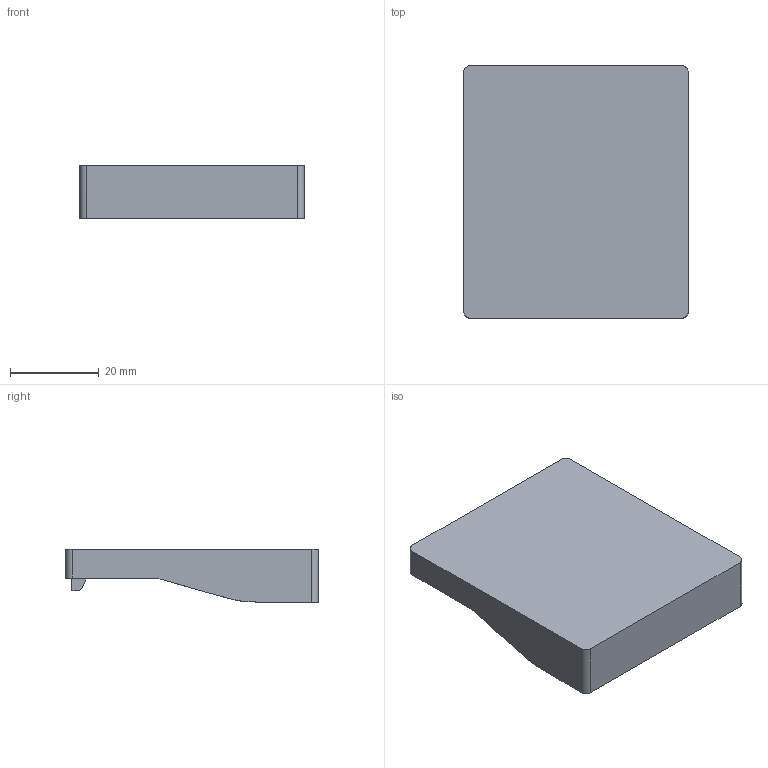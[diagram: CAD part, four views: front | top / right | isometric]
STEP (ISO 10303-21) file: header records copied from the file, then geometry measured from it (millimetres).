
FILE_DESCRIPTION(/* description */ (''),/* implementation_level */ '2;1');
FILE_NAME(/* name */ 'Upper.step',/* time_stamp */ '2023-10-03T20:52:58-05:00',/* author */ (''),/* organization */ (''),/* preprocessor_version */ 'ST-DEVELOPER v20',/* originating_system */ 'Autodesk Translation Framework v12.14.0.127',/* authorisation */ '');
FILE_SCHEMA (('AP203_CONFIGURATION_CONTROLLED_3D_DESIGN_OF_MECHANICAL_PARTS_AND_ASSEMBLIES_MIM_LF { 1 0 10303 203 3 1 4 }','AUTOMOTIVE_DESIGN { 1 0 10303 214 3 1 1 }','INTEGRATED_CNC_SCHEMA','PROCESS_PLANNING_SCHEMA','AP242_MANAGED_MODEL_BASED_3D_ENGINEERING_MIM_LF { 1 0 10303 442 3 1 4 }'));
Length unit declared in the file: millimetre
Products named in the file (1): Upper
Bounding box: 50.53 x 56.88 x 12.11 mm (x, y, z)
Volume: 11209.9 mm3; surface area: 9324.2 mm2
Topology: 1 solids, 1 shells, 67 faces, 187 edges, 124 vertices
Faces by surface type: plane 51, cylinder 14, bspline 2
Full cylindrical faces by diameter (mm): 3.962 x2
Entity records: 3561 total; most frequent: CARTESIAN_POINT 1869, ORIENTED_EDGE 374, DIRECTION 300, EDGE_CURVE 187, VERTEX_POINT 124, LINE 114, VECTOR 114, AXIS2_PLACEMENT_3D 93
